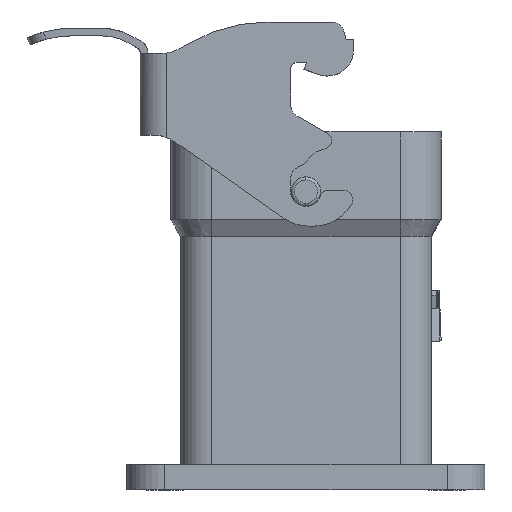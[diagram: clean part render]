
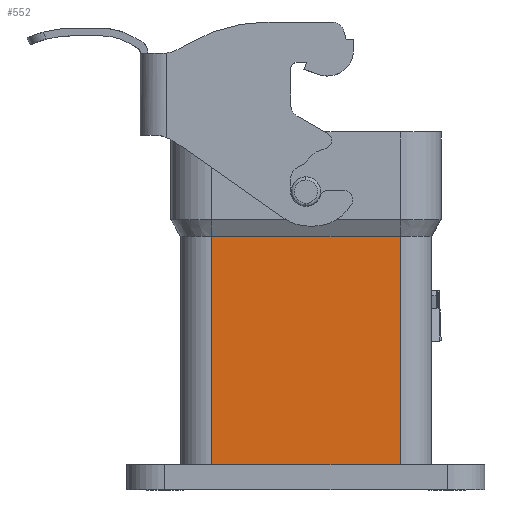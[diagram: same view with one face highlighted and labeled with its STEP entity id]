
A CAD part, left-side view. The second image highlights one B-rep face of the part: STEP entity #552.
In plain terms, the highlighted planar face has unit normal (-1, 0, 0).
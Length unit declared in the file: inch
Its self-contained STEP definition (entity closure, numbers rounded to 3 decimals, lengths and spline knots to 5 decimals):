
#66 = VECTOR ( 'NONE', #1935, 39.37008 ) ;
#485 = EDGE_CURVE ( 'NONE', #9022, #9868, #12122, .T. ) ;
#552 = ADVANCED_FACE ( 'NONE', ( #11203 ), #10335, .F. ) ;
#1039 = LINE ( 'NONE', #7634, #8903 ) ;
#1540 = ORIENTED_EDGE ( 'NONE', *, *, #485, .F. ) ;
#1769 = DIRECTION ( 'NONE',  ( 0., 0., 1. ) ) ;
#1870 = CARTESIAN_POINT ( 'NONE',  ( -1.37795, 0.59055, -0.75591 ) ) ;
#1935 = DIRECTION ( 'NONE',  ( 0., 0., -1. ) ) ;
#2111 = EDGE_CURVE ( 'NONE', #2482, #9022, #1039, .T. ) ;
#2211 = CARTESIAN_POINT ( 'NONE',  ( -1.37795, 0.59055, -2.29134 ) ) ;
#2411 = EDGE_LOOP ( 'NONE', ( #6949, #7624, #2512, #1540 ) ) ;
#2482 = VERTEX_POINT ( 'NONE', #3213 ) ;
#2512 = ORIENTED_EDGE ( 'NONE', *, *, #8526, .F. ) ;
#2795 = CARTESIAN_POINT ( 'NONE',  ( -1.37795, -0.59055, -0.75591 ) ) ;
#3213 = CARTESIAN_POINT ( 'NONE',  ( -1.37795, 0.59055, -0.85819 ) ) ;
#3436 = CARTESIAN_POINT ( 'NONE',  ( -1.37795, 0.59055, -0.75591 ) ) ;
#3439 = DIRECTION ( 'NONE',  ( 0., 1., 0. ) ) ;
#4812 = AXIS2_PLACEMENT_3D ( 'NONE', #1870, #5651, #8671 ) ;
#5052 = EDGE_CURVE ( 'NONE', #9287, #2482, #5546, .T. ) ;
#5178 = CARTESIAN_POINT ( 'NONE',  ( -1.37795, -0.59055, -2.29134 ) ) ;
#5546 = LINE ( 'NONE', #3436, #12201 ) ;
#5651 = DIRECTION ( 'NONE',  ( 1., 0., 0. ) ) ;
#6035 = LINE ( 'NONE', #11832, #11550 ) ;
#6949 = ORIENTED_EDGE ( 'NONE', *, *, #2111, .F. ) ;
#7624 = ORIENTED_EDGE ( 'NONE', *, *, #5052, .F. ) ;
#7634 = CARTESIAN_POINT ( 'NONE',  ( -1.37795, 0.59055, -0.85819 ) ) ;
#8526 = EDGE_CURVE ( 'NONE', #9868, #9287, #6035, .T. ) ;
#8671 = DIRECTION ( 'NONE',  ( 0., 0., -1. ) ) ;
#8903 = VECTOR ( 'NONE', #11398, 39.37008 ) ;
#9022 = VERTEX_POINT ( 'NONE', #10839 ) ;
#9287 = VERTEX_POINT ( 'NONE', #2211 ) ;
#9868 = VERTEX_POINT ( 'NONE', #5178 ) ;
#10335 = PLANE ( 'NONE',  #4812 ) ;
#10839 = CARTESIAN_POINT ( 'NONE',  ( -1.37795, -0.59055, -0.85819 ) ) ;
#11203 = FACE_OUTER_BOUND ( 'NONE', #2411, .T. ) ;
#11398 = DIRECTION ( 'NONE',  ( 0., -1., 0. ) ) ;
#11550 = VECTOR ( 'NONE', #3439, 39.37008 ) ;
#11832 = CARTESIAN_POINT ( 'NONE',  ( -1.37795, -1.12205, -2.29134 ) ) ;
#12122 = LINE ( 'NONE', #2795, #66 ) ;
#12201 = VECTOR ( 'NONE', #1769, 39.37008 ) ;
